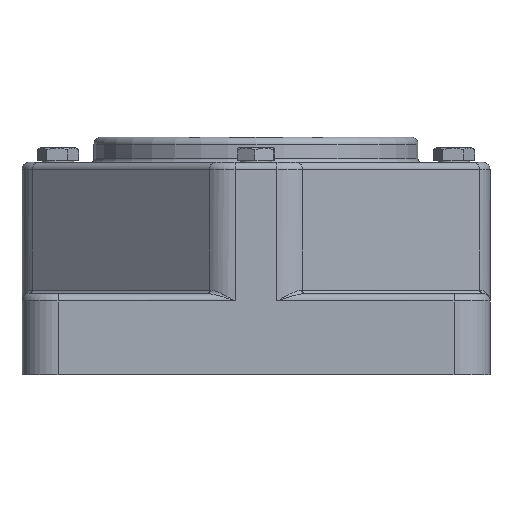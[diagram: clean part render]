
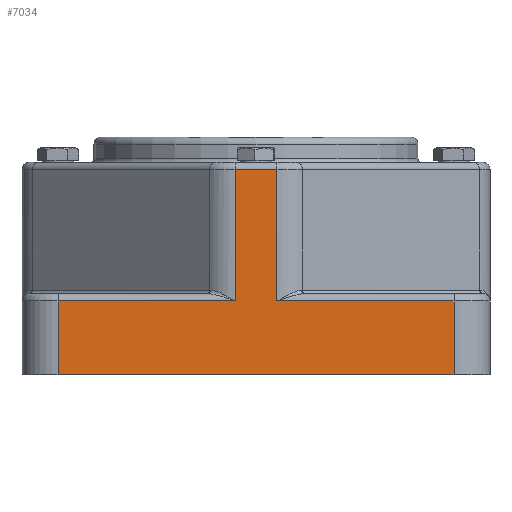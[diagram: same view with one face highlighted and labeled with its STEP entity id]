
A CAD part, front view. The second image highlights one B-rep face of the part: STEP entity #7034.
In plain terms, the highlighted planar face has unit normal (0, -1, 0).
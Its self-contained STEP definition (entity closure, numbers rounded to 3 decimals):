
#714=LINE($,#11720,#1038);
#726=LINE($,#11882,#1050);
#728=LINE($,#11889,#1052);
#740=LINE($,#12106,#1064);
#762=LINE($,#12292,#1086);
#763=LINE($,#12294,#1087);
#764=LINE($,#12296,#1088);
#765=LINE($,#12297,#1089);
#1038=VECTOR($,#8982,36.5);
#1050=VECTOR($,#9034,36.5);
#1052=VECTOR($,#9042,49.189);
#1064=VECTOR($,#9114,49.189);
#1086=VECTOR($,#9228,20.5);
#1087=VECTOR($,#9231,11.622);
#1088=VECTOR($,#9232,110.);
#1089=VECTOR($,#9233,20.5);
#1368=PLANE($,#7748);
#2065=FACE_OUTER_BOUND($,#2635,.T.);
#2635=EDGE_LOOP($,(#5761,#5762,#5763,#5764,#5765,#5766,#5767,#5768));
#3629=VERTEX_POINT($,#11698);
#3631=VERTEX_POINT($,#11718);
#3638=VERTEX_POINT($,#11778);
#3649=VERTEX_POINT($,#11881);
#3651=VERTEX_POINT($,#11887);
#3672=VERTEX_POINT($,#12101);
#3709=VERTEX_POINT($,#12290);
#3710=VERTEX_POINT($,#12295);
#4336=EDGE_CURVE($,#3631,#3629,#714,.T.);
#4363=EDGE_CURVE($,#3649,#3638,#726,.T.);
#4367=EDGE_CURVE($,#3651,#3638,#728,.T.);
#4401=EDGE_CURVE($,#3629,#3672,#740,.T.);
#4457=EDGE_CURVE($,#3709,#3651,#762,.T.);
#4458=EDGE_CURVE($,#3649,#3631,#763,.T.);
#4459=EDGE_CURVE($,#3709,#3710,#764,.T.);
#4460=EDGE_CURVE($,#3672,#3710,#765,.T.);
#5761=ORIENTED_EDGE($,*,*,#4336,.F.);
#5762=ORIENTED_EDGE($,*,*,#4458,.F.);
#5763=ORIENTED_EDGE($,*,*,#4363,.T.);
#5764=ORIENTED_EDGE($,*,*,#4367,.F.);
#5765=ORIENTED_EDGE($,*,*,#4457,.F.);
#5766=ORIENTED_EDGE($,*,*,#4459,.T.);
#5767=ORIENTED_EDGE($,*,*,#4460,.F.);
#5768=ORIENTED_EDGE($,*,*,#4401,.F.);
#7034=ADVANCED_FACE($,(#2065),#1368,.T.);
#7748=AXIS2_PLACEMENT_3D($,#12293,#9229,#9230);
#8982=DIRECTION($,(0.,0.,-1.));
#9034=DIRECTION($,(0.,0.,-1.));
#9042=DIRECTION($,(1.,0.,0.));
#9114=DIRECTION($,(1.,0.,0.));
#9228=DIRECTION($,(0.,0.,1.));
#9229=DIRECTION('center_axis',(0.,-1.,0.));
#9230=DIRECTION('ref_axis',(0.,0.,-1.));
#9231=DIRECTION($,(1.,0.,0.));
#9232=DIRECTION($,(1.,0.,0.));
#9233=DIRECTION($,(0.,0.,-1.));
#11698=CARTESIAN_POINT('',(-132.276,-67.682,-29.214));
#11718=CARTESIAN_POINT('',(-132.276,-67.682,7.286));
#11720=CARTESIAN_POINT($,(-132.276,-67.682,-6.214));
#11778=CARTESIAN_POINT('',(-143.898,-67.682,-29.214));
#11881=CARTESIAN_POINT('',(-143.898,-67.682,7.286));
#11882=CARTESIAN_POINT($,(-143.898,-67.682,-6.214));
#11887=CARTESIAN_POINT('',(-193.087,-67.682,-29.214));
#11889=CARTESIAN_POINT($,(-170.587,-67.682,-29.214));
#12101=CARTESIAN_POINT('',(-83.087,-67.682,-29.214));
#12106=CARTESIAN_POINT($,(-170.587,-67.682,-29.214));
#12290=CARTESIAN_POINT('',(-193.087,-67.682,-49.714));
#12292=CARTESIAN_POINT($,(-193.087,-67.682,-27.214));
#12293=CARTESIAN_POINT('Origin',(-203.087,-67.682,-27.214));
#12294=CARTESIAN_POINT($,(-105.587,-67.682,7.286));
#12295=CARTESIAN_POINT('',(-83.087,-67.682,-49.714));
#12296=CARTESIAN_POINT($,(-73.087,-67.682,-49.714));
#12297=CARTESIAN_POINT($,(-83.087,-67.682,-27.214));
